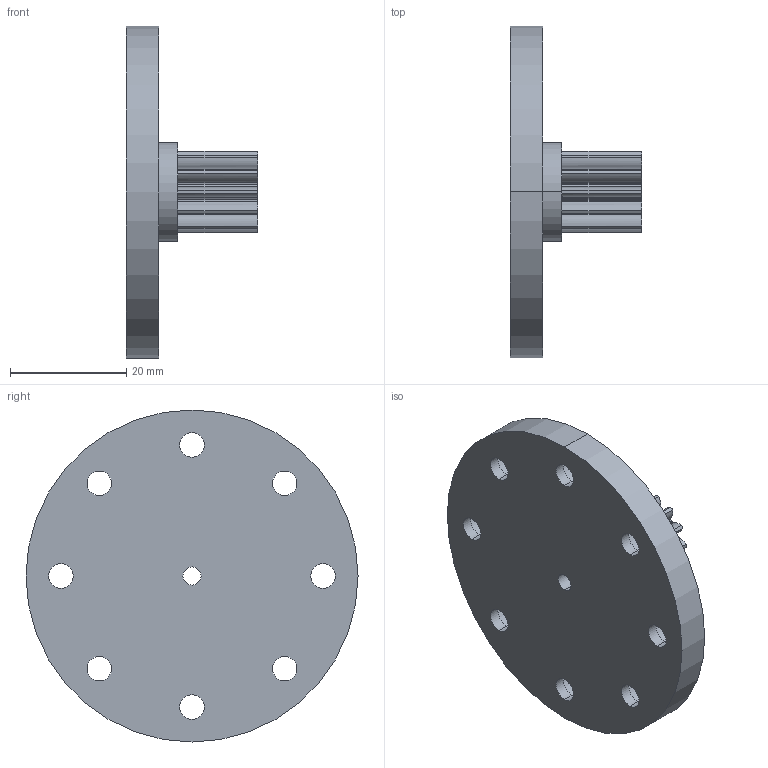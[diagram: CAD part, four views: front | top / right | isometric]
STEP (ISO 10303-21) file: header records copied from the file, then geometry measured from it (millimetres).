
FILE_DESCRIPTION (( 'STEP AP214' ), '1' );
FILE_NAME ('J2_sun.STEP', '2021-04-07T09:55:13', ( '' ), ( '' ), 'SwSTEP 2.0', 'SolidWorks 2020', '' );
FILE_SCHEMA (( 'AUTOMOTIVE_DESIGN' ));
Length unit declared in the file: millimetre
Products named in the file (1): J2_sun
Bounding box: 22.5 x 57 x 57 mm (x, y, z)
Volume: 14389.3 mm3; surface area: 8161.1 mm2
Topology: 1 solids, 1 shells, 127 faces, 345 edges, 230 vertices
Faces by surface type: cylinder 91, bspline 24, plane 12
Entity records: 5563 total; most frequent: CARTESIAN_POINT 2263, ORIENTED_EDGE 690, DIRECTION 687, EDGE_CURVE 345, AXIS2_PLACEMENT_3D 286, VERTEX_POINT 230, CIRCLE 182, EDGE_LOOP 155
